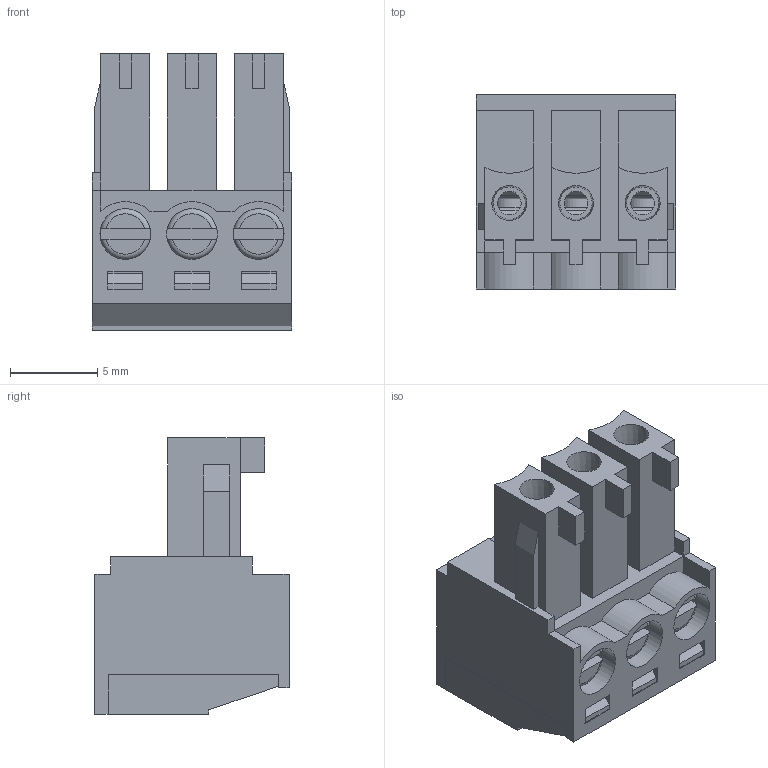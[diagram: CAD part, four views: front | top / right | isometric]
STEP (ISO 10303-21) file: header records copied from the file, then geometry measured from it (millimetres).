
FILE_DESCRIPTION( ( 'Unknown' ), '1' );
FILE_NAME( '691361300003.stp', 'Unknown', ( 'Unknown' ), ( 'Unknown' ), 'PSStep 14.0', 'Unknown', ' ' );
FILE_SCHEMA( ( 'AUTOMOTIVE_DESIGN { 1 0 10303 214 1 1 1 1 }' ) );
Length unit declared in the file: millimetre
Products named in the file (6): Assem1; 6913613000xx_PIN; 6913613000xx_VISSE; 6913613000xx_CAGE; 691361300003; 691361300003_CAPOT
Assembly tree (11 placements, depth 2):
  Assem1
    6913613000xx_PIN  x3
    6913613000xx_VISSE  x3
    6913613000xx_CAGE  x3
    691361300003
    691361300003_CAPOT
Bounding box: 11.43 x 11.1 x 15.8 mm (x, y, z)
Volume: 846.5 mm3; surface area: 2834.5 mm2
Topology: 11 solids, 11 shells, 475 faces, 1256 edges, 819 vertices
Faces by surface type: plane 376, cylinder 84, torus 9, cone 6
Full cylindrical faces by diameter (mm): 1.35 x3, 1.9 x6, 2 x3, 2.9 x6
Entity records: 12488 total; most frequent: CARTESIAN_POINT 1759, ORIENTED_EDGE 1664, DIRECTION 1578, EDGE_CURVE 832, LINE 736, VECTOR 736, VERTEX_POINT 554, AXIS2_PLACEMENT_3D 421
